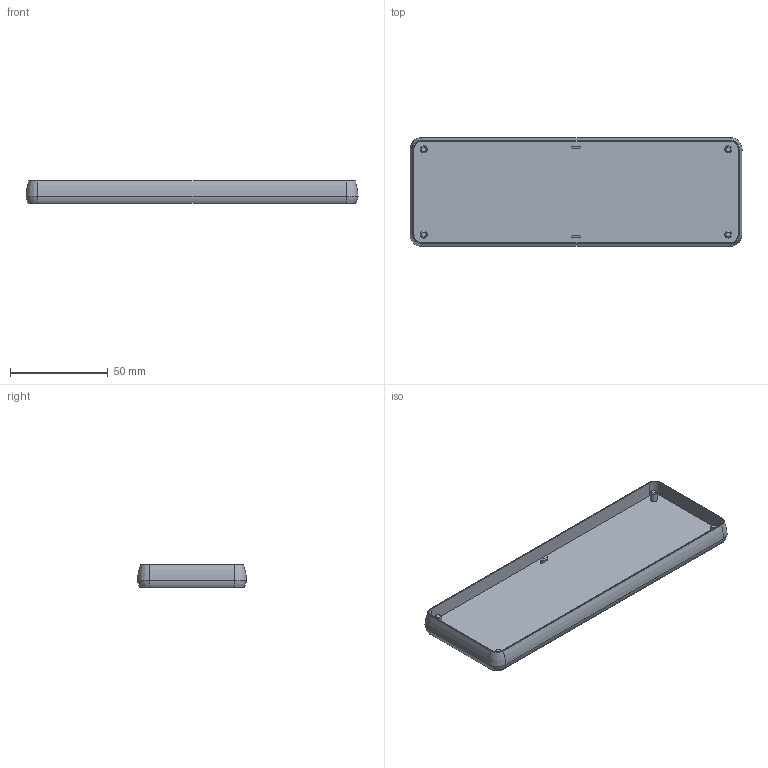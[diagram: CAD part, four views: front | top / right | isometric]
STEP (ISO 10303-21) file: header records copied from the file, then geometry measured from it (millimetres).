
FILE_DESCRIPTION(('FreeCAD Model'),'2;1');
FILE_NAME('Open CASCADE Shape Model','2023-05-24T10:38:32',('Author'),( ''),'Open CASCADE STEP processor 7.6','FreeCAD','Unknown');
FILE_SCHEMA(('AUTOMOTIVE_DESIGN { 1 0 10303 214 1 1 1 1 }'));
Length unit declared in the file: millimetre
Products named in the file (6): Unnamed; _455T2202002; _455T2202003; _455T2202004; _455T2202005; _455T2202010
Assembly tree (5 placements, depth 2):
  Unnamed
    _455T2202002
    _455T2202003
    _455T2202004
    _455T2202005
    _455T2202010
Bounding box: 169.5 x 55.63 x 11.5 mm (x, y, z)
Volume: 33205.8 mm3; surface area: 27044 mm2
Topology: 5 solids, 5 shells, 150 faces, 360 edges, 228 vertices
Faces by surface type: bspline 150
Entity records: 14823 total; most frequent: CARTESIAN_POINT 10036, B_SPLINE_CURVE_WITH_KNOTS 852, ORIENTED_EDGE 720, PCURVE 720, DEFINITIONAL_REPRESENTATION 720, EDGE_CURVE 360, SURFACE_CURVE 340, VERTEX_POINT 228
